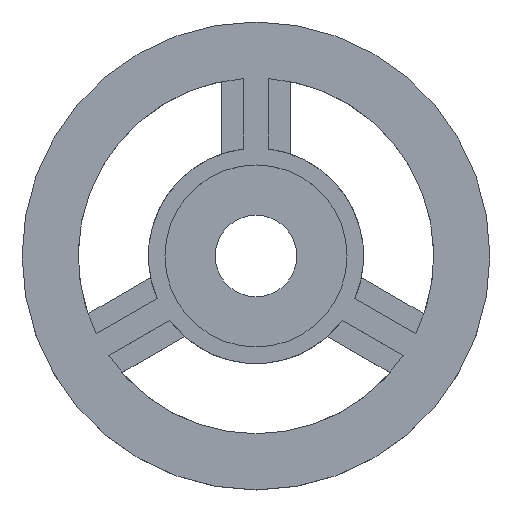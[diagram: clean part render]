
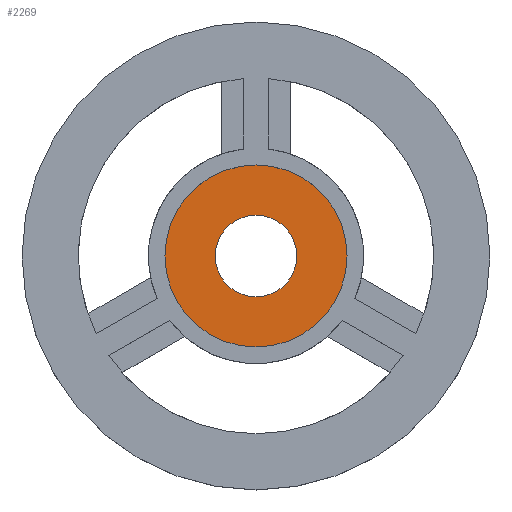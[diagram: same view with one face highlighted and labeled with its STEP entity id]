
A CAD part, top view. The second image highlights one B-rep face of the part: STEP entity #2269.
In plain terms, the highlighted planar face has unit normal (0, 0, 1).
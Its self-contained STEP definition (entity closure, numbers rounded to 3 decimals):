
#450 = CYLINDRICAL_SURFACE('',#451,10.7);
#451 = AXIS2_PLACEMENT_3D('',#452,#453,#454);
#452 = CARTESIAN_POINT('',(0.,0.,3.5));
#453 = DIRECTION('',(0.,0.,1.));
#454 = DIRECTION('',(-1.,0.,0.));
#1512 = VERTEX_POINT('',#1513);
#1513 = CARTESIAN_POINT('',(-10.7,0.,-0.5));
#1534 = EDGE_CURVE('',#1512,#1512,#1535,.T.);
#1535 = SURFACE_CURVE('',#1536,(#1541,#1548),.PCURVE_S1.);
#1536 = CIRCLE('',#1537,10.7);
#1537 = AXIS2_PLACEMENT_3D('',#1538,#1539,#1540);
#1538 = CARTESIAN_POINT('',(0.,0.,-0.5));
#1539 = DIRECTION('',(0.,0.,1.));
#1540 = DIRECTION('',(-1.,0.,0.));
#1541 = PCURVE('',#450,#1542);
#1542 = DEFINITIONAL_REPRESENTATION('',(#1543),#1547);
#1543 = LINE('',#1544,#1545);
#1544 = CARTESIAN_POINT('',(0.,-4.));
#1545 = VECTOR('',#1546,1.);
#1546 = DIRECTION('',(1.,0.));
#1547 = ( GEOMETRIC_REPRESENTATION_CONTEXT(2) 
PARAMETRIC_REPRESENTATION_CONTEXT() REPRESENTATION_CONTEXT('2D SPACE',''
  ) );
#1548 = PCURVE('',#1549,#1554);
#1549 = PLANE('',#1550);
#1550 = AXIS2_PLACEMENT_3D('',#1551,#1552,#1553);
#1551 = CARTESIAN_POINT('',(0.,0.,-0.5)
  );
#1552 = DIRECTION('',(0.,0.,1.));
#1553 = DIRECTION('',(0.,1.,0.));
#1554 = DEFINITIONAL_REPRESENTATION('',(#1555),#1559);
#1555 = CIRCLE('',#1556,10.7);
#1556 = AXIS2_PLACEMENT_2D('',#1557,#1558);
#1557 = CARTESIAN_POINT('',(0.,0.));
#1558 = DIRECTION('',(0.,1.));
#1559 = ( GEOMETRIC_REPRESENTATION_CONTEXT(2) 
PARAMETRIC_REPRESENTATION_CONTEXT() REPRESENTATION_CONTEXT('2D SPACE',''
  ) );
#2269 = ADVANCED_FACE('',(#2270,#2273),#1549,.T.);
#2270 = FACE_BOUND('',#2271,.T.);
#2271 = EDGE_LOOP('',(#2272));
#2272 = ORIENTED_EDGE('',*,*,#1534,.T.);
#2273 = FACE_BOUND('',#2274,.T.);
#2274 = EDGE_LOOP('',(#2275));
#2275 = ORIENTED_EDGE('',*,*,#2276,.F.);
#2276 = EDGE_CURVE('',#2277,#2277,#2279,.T.);
#2277 = VERTEX_POINT('',#2278);
#2278 = CARTESIAN_POINT('',(-4.8,0.,-0.5));
#2279 = SURFACE_CURVE('',#2280,(#2285,#2292),.PCURVE_S1.);
#2280 = CIRCLE('',#2281,4.8);
#2281 = AXIS2_PLACEMENT_3D('',#2282,#2283,#2284);
#2282 = CARTESIAN_POINT('',(0.,0.,-0.5)
  );
#2283 = DIRECTION('',(0.,0.,1.));
#2284 = DIRECTION('',(-1.,0.,0.));
#2285 = PCURVE('',#1549,#2286);
#2286 = DEFINITIONAL_REPRESENTATION('',(#2287),#2291);
#2287 = CIRCLE('',#2288,4.8);
#2288 = AXIS2_PLACEMENT_2D('',#2289,#2290);
#2289 = CARTESIAN_POINT('',(0.,0.));
#2290 = DIRECTION('',(0.,1.));
#2291 = ( GEOMETRIC_REPRESENTATION_CONTEXT(2) 
PARAMETRIC_REPRESENTATION_CONTEXT() REPRESENTATION_CONTEXT('2D SPACE',''
  ) );
#2292 = PCURVE('',#2293,#2298);
#2293 = CYLINDRICAL_SURFACE('',#2294,4.8);
#2294 = AXIS2_PLACEMENT_3D('',#2295,#2296,#2297);
#2295 = CARTESIAN_POINT('',(0.,0.,-0.5)
  );
#2296 = DIRECTION('',(0.,0.,1.));
#2297 = DIRECTION('',(-1.,0.,0.));
#2298 = DEFINITIONAL_REPRESENTATION('',(#2299),#2303);
#2299 = LINE('',#2300,#2301);
#2300 = CARTESIAN_POINT('',(0.,0.));
#2301 = VECTOR('',#2302,1.);
#2302 = DIRECTION('',(1.,0.));
#2303 = ( GEOMETRIC_REPRESENTATION_CONTEXT(2) 
PARAMETRIC_REPRESENTATION_CONTEXT() REPRESENTATION_CONTEXT('2D SPACE',''
  ) );
